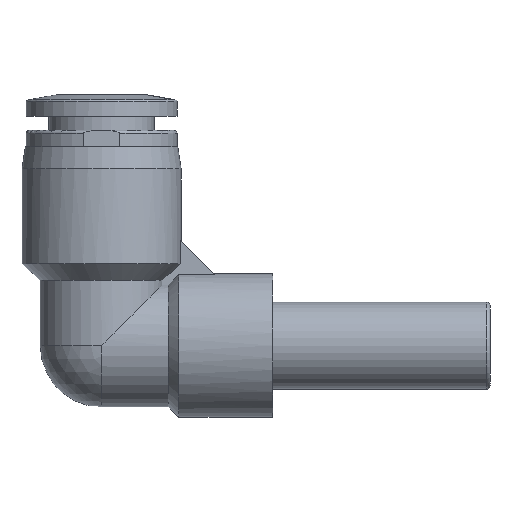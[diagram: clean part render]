
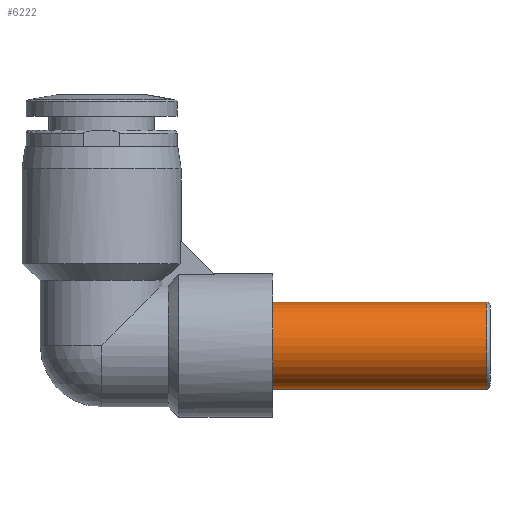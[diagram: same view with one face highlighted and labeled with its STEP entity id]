
A CAD part, top view. The second image highlights one B-rep face of the part: STEP entity #6222.
In plain terms, the highlighted cylindrical face has radius 4 mm (diameter 8 mm), a partial arc.
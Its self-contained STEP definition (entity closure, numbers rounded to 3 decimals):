
#6021=CARTESIAN_POINT('',(15.74,-18.297,0.));
#6022=DIRECTION('',(1.,0.,0.));
#6023=DIRECTION('',(0.,1.,0.));
#6024=AXIS2_PLACEMENT_3D('',#6021,#6022,#6023);
#6074=DIRECTION('',(1.,0.,0.));
#6075=VECTOR('',#6074,19.7);
#6076=CARTESIAN_POINT('',(15.74,-22.297,0.));
#6077=LINE('',#6076,#6075);
#6078=CARTESIAN_POINT('',(35.44,-18.297,0.));
#6079=DIRECTION('',(1.,0.,0.));
#6080=DIRECTION('',(0.,1.,0.));
#6081=AXIS2_PLACEMENT_3D('',#6078,#6079,#6080);
#6083=DIRECTION('',(1.,0.,0.));
#6084=VECTOR('',#6083,19.7);
#6085=CARTESIAN_POINT('',(15.74,-14.297,0.));
#6086=LINE('',#6085,#6084);
#6091=CARTESIAN_POINT('',(15.74,-14.297,0.));
#6092=CARTESIAN_POINT('',(15.74,-22.297,0.));
#6093=VERTEX_POINT('',#6091);
#6094=VERTEX_POINT('',#6092);
#6103=CARTESIAN_POINT('',(35.44,-14.297,0.));
#6104=CARTESIAN_POINT('',(35.44,-22.297,0.));
#6105=VERTEX_POINT('',#6103);
#6106=VERTEX_POINT('',#6104);
#6211=CARTESIAN_POINT('',(15.74,-18.297,0.));
#6212=DIRECTION('',(1.,0.,0.));
#6213=DIRECTION('',(0.,1.,0.));
#6214=AXIS2_PLACEMENT_3D('',#6211,#6212,#6213);
#6215=CYLINDRICAL_SURFACE('',#6214,4.);
#6216=ORIENTED_EDGE('',*,*,#6177,.T.);
#6217=ORIENTED_EDGE('',*,*,#6206,.F.);
#6218=ORIENTED_EDGE('',*,*,#6112,.F.);
#6219=ORIENTED_EDGE('',*,*,#6203,.T.);
#6220=EDGE_LOOP('',(#6216,#6217,#6218,#6219));
#6221=FACE_OUTER_BOUND('',#6220,.F.);
#6222=ADVANCED_FACE('',(#6221),#6215,.T.);
#6025=CIRCLE('',#6024,4.);
#6082=CIRCLE('',#6081,4.);
#6112=EDGE_CURVE('',#6093,#6094,#6025,.T.);
#6177=EDGE_CURVE('',#6105,#6106,#6082,.T.);
#6203=EDGE_CURVE('',#6093,#6105,#6086,.T.);
#6206=EDGE_CURVE('',#6094,#6106,#6077,.T.);
